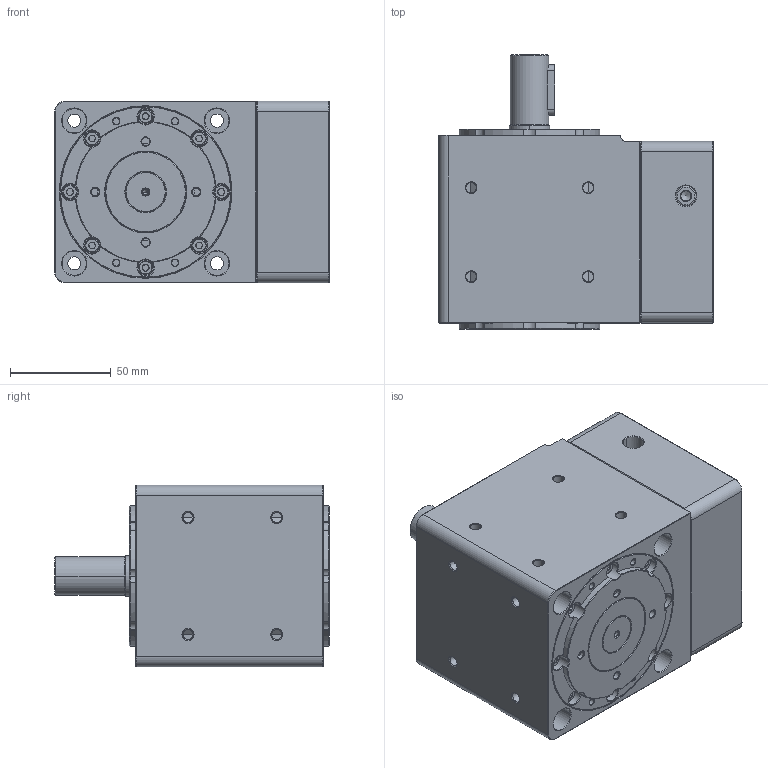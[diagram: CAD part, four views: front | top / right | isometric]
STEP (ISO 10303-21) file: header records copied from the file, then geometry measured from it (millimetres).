
FILE_DESCRIPTION(/* description */ (''),/* implementation_level */ '2;1');
FILE_NAME(/* name */ 'DR090-02-19-41-70-90-M5.stp',/* time_stamp */ '2022-11-19T09:09:58+08:00',/* author */ (''),/* organization */ (''),/* preprocessor_version */ 'ST-DEVELOPER v16.7',/* originating_system */ 'SIEMENS PLM Software NX 12.0',/* authorisation */ '');
FILE_SCHEMA (('AP203_CONFIGURATION_CONTROLLED_3D_DESIGN_OF_MECHANICAL_PARTS_AND_ASSEMBLIES_MIM_LF { 1 0 10303 403 2 1 2}'));
Length unit declared in the file: millimetre
Products named in the file (1): LZP3A7CCA55kkwb
Bounding box: 136 x 136 x 90 mm (x, y, z)
Volume: 1041279.7 mm3; surface area: 109581.4 mm2
Topology: 1 solids, 19 shells, 1044 faces, 2250 edges, 1317 vertices
Faces by surface type: plane 394, cone 353, cylinder 257, torus 40
Full cylindrical faces by diameter (mm): 3.838 x8, 4.2 x4, 5 x4, 5.795 x5, 7 x16, 10 x5
Entity records: 28408 total; most frequent: CARTESIAN_POINT 6081, DIRECTION 4936, ORIENTED_EDGE 4192, EDGE_CURVE 2096, AXIS2_PLACEMENT_3D 2054, VERTEX_POINT 1285, EDGE_LOOP 1266, ADVANCED_FACE 1044
